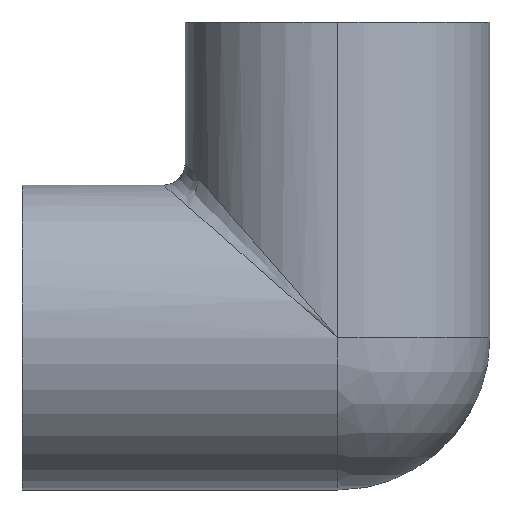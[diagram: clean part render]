
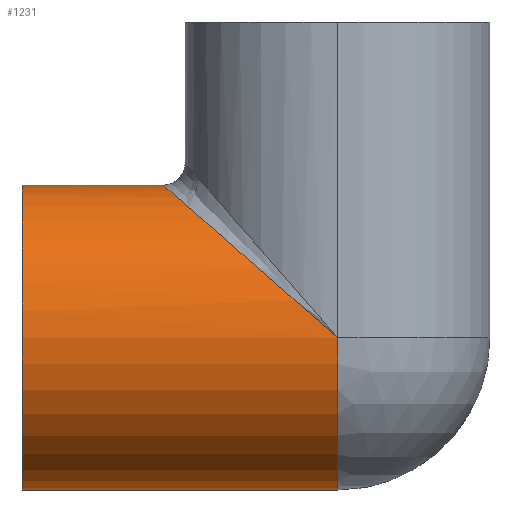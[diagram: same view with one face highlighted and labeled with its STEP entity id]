
A CAD part, front view. The second image highlights one B-rep face of the part: STEP entity #1231.
In plain terms, the highlighted cylindrical face has radius 28.321 mm (diameter 56.642 mm), a partial arc.
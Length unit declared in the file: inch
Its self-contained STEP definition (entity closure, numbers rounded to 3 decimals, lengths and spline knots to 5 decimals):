
#55 =( BOUNDED_CURVE ( )  B_SPLINE_CURVE ( 3, ( #629, #1026, #910, #810 ),
 .UNSPECIFIED., .F., .F. ) 
 B_SPLINE_CURVE_WITH_KNOTS ( ( 4, 4 ),
 ( 4.71239, 6.28319 ),
 .UNSPECIFIED. ) 
 CURVE ( )  GEOMETRIC_REPRESENTATION_ITEM ( )  RATIONAL_B_SPLINE_CURVE ( ( 1., 0.805, 0.805, 1. ) ) 
 REPRESENTATION_ITEM ( '' )  );
#70 = AXIS2_PLACEMENT_3D ( 'NONE', #765, #237, #604 ) ;
#103 = EDGE_CURVE ( 'NONE', #1105, #286, #1393, .T. ) ;
#106 = AXIS2_PLACEMENT_3D ( 'NONE', #938, #267, #628 ) ;
#117 = EDGE_CURVE ( 'NONE', #449, #1105, #55, .T. ) ;
#153 = EDGE_CURVE ( 'NONE', #478, #341, #1411, .T. ) ;
#178 = EDGE_CURVE ( 'NONE', #478, #449, #1420, .T. ) ;
#183 = EDGE_CURVE ( 'NONE', #341, #286, #1425, .T. ) ;
#212 = AXIS2_PLACEMENT_3D ( 'NONE', #398, #1073, #279 ) ;
#237 = DIRECTION ( 'NONE',  ( -1., 0., 0. ) ) ;
#267 = DIRECTION ( 'NONE',  ( -1., 0., 0. ) ) ;
#278 = DIRECTION ( 'NONE',  ( -1., 0., 0. ) ) ;
#279 = DIRECTION ( 'NONE',  ( 0., 0., 1. ) ) ;
#286 = VERTEX_POINT ( 'NONE', #1114 ) ;
#341 = VERTEX_POINT ( 'NONE', #440 ) ;
#398 = CARTESIAN_POINT ( 'NONE',  ( 0., 0., 0. ) ) ;
#440 = CARTESIAN_POINT ( 'NONE',  ( -2.31, 0., -1.115 ) ) ;
#449 = VERTEX_POINT ( 'NONE', #701 ) ;
#478 = VERTEX_POINT ( 'NONE', #767 ) ;
#604 = DIRECTION ( 'NONE',  ( 0., 0., 1. ) ) ;
#628 = DIRECTION ( 'NONE',  ( 0., 0., 1. ) ) ;
#629 = CARTESIAN_POINT ( 'NONE',  ( 0., -1.115, 0. ) ) ;
#701 = CARTESIAN_POINT ( 'NONE',  ( 0., -1.115, 0. ) ) ;
#765 = CARTESIAN_POINT ( 'NONE',  ( -2.31, 0., 0. ) ) ;
#767 = CARTESIAN_POINT ( 'NONE',  ( 0., 0., -1.115 ) ) ;
#810 = CARTESIAN_POINT ( 'NONE',  ( -1.274, 0., 1.115 ) ) ;
#887 = CARTESIAN_POINT ( 'NONE',  ( -2.31, 0., -1.115 ) ) ;
#910 = CARTESIAN_POINT ( 'NONE',  ( -1.274, -0.65315, 1.115 ) ) ;
#938 = CARTESIAN_POINT ( 'NONE',  ( -2.31, 0., 0. ) ) ;
#980 = DIRECTION ( 'NONE',  ( -1., 0., 0. ) ) ;
#1026 = CARTESIAN_POINT ( 'NONE',  ( -0.74629, -1.115, 0.65315 ) ) ;
#1027 = CARTESIAN_POINT ( 'NONE',  ( -1.274, 0., 1.115 ) ) ;
#1073 = DIRECTION ( 'NONE',  ( -1., 0., 0. ) ) ;
#1105 = VERTEX_POINT ( 'NONE', #1027 ) ;
#1114 = CARTESIAN_POINT ( 'NONE',  ( -2.31, 0., 1.115 ) ) ;
#1172 = CARTESIAN_POINT ( 'NONE',  ( -2.31, 0., 1.115 ) ) ;
#1196 = ORIENTED_EDGE ( 'NONE', *, *, #153, .F. ) ;
#1197 = ORIENTED_EDGE ( 'NONE', *, *, #178, .T. ) ;
#1198 = ORIENTED_EDGE ( 'NONE', *, *, #117, .T. ) ;
#1231 = ADVANCED_FACE ( 'NONE', ( #1462 ), #1463, .T. ) ;
#1313 = EDGE_LOOP ( 'NONE', ( #1196, #1197, #1198, #1515, #1516 ) ) ;
#1374 = VECTOR ( 'NONE', #278, 39.37008 ) ;
#1393 = LINE ( 'NONE', #1172, #1374 ) ;
#1403 = VECTOR ( 'NONE', #980, 39.37008 ) ;
#1411 = LINE ( 'NONE', #887, #1403 ) ;
#1420 = CIRCLE ( 'NONE', #212, 1.115 ) ;
#1425 = CIRCLE ( 'NONE', #70, 1.115 ) ;
#1462 = FACE_OUTER_BOUND ( 'NONE', #1313, .T. ) ;
#1463 = CYLINDRICAL_SURFACE ( 'NONE', #106, 1.115 ) ;
#1515 = ORIENTED_EDGE ( 'NONE', *, *, #103, .T. ) ;
#1516 = ORIENTED_EDGE ( 'NONE', *, *, #183, .F. ) ;
